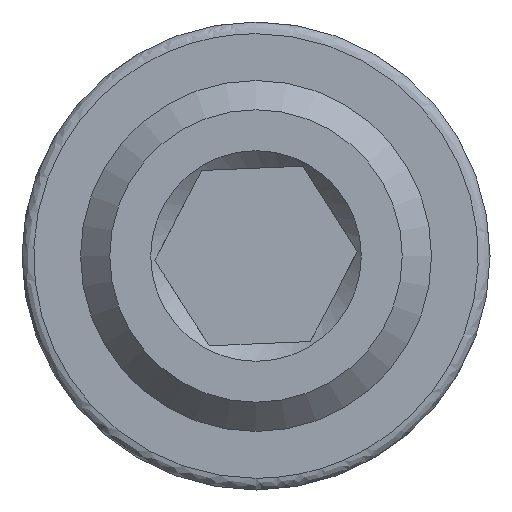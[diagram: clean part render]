
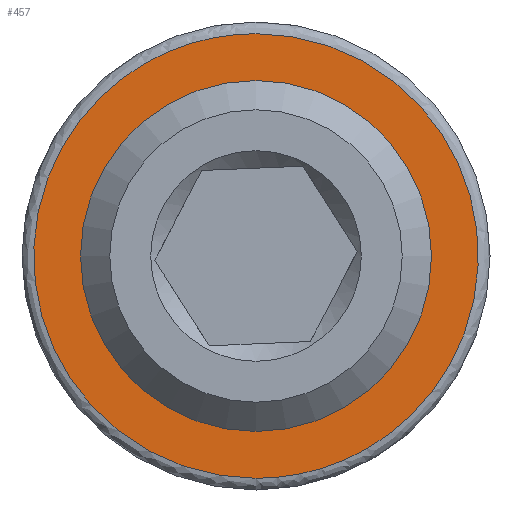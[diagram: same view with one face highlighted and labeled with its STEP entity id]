
A CAD part, front view. The second image highlights one B-rep face of the part: STEP entity #457.
In plain terms, the highlighted planar face has unit normal (0, -1, 0).
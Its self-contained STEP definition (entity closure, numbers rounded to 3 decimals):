
#9 = CIRCLE ( 'NONE', #337, 1.5 ) ;
#19 = CARTESIAN_POINT ( 'NONE',  ( -74.552, -52.998, 0. ) ) ;
#25 = ORIENTED_EDGE ( 'NONE', *, *, #814, .F. ) ;
#90 = FACE_BOUND ( 'NONE', #517, .T. ) ;
#94 = CARTESIAN_POINT ( 'NONE',  ( -74.552, -52.998, 1.9 ) ) ;
#131 = CARTESIAN_POINT ( 'NONE',  ( -74.552, -52.998, -1.9 ) ) ;
#136 =( BOUNDED_CURVE ( )  B_SPLINE_CURVE ( 3, ( #588, #189, #281, #602 ),
 .UNSPECIFIED., .F., .F. ) 
 B_SPLINE_CURVE_WITH_KNOTS ( ( 4, 4 ),
 ( 0., 1. ),
 .UNSPECIFIED. ) 
 CURVE ( )  GEOMETRIC_REPRESENTATION_ITEM ( )  RATIONAL_B_SPLINE_CURVE ( ( 1., 0.333, 0.333, 1. ) ) 
 REPRESENTATION_ITEM ( '' )  );
#189 = CARTESIAN_POINT ( 'NONE',  ( -78.352, -52.998, -1.9 ) ) ;
#281 = CARTESIAN_POINT ( 'NONE',  ( -78.352, -52.998, 1.9 ) ) ;
#323 = CARTESIAN_POINT ( 'NONE',  ( -74.552, -52.998, -1.9 ) ) ;
#337 = AXIS2_PLACEMENT_3D ( 'NONE', #801, #570, #645 ) ;
#365 = CARTESIAN_POINT ( 'NONE',  ( -74.552, -52.998, -1.5 ) ) ;
#419 = VERTEX_POINT ( 'NONE', #94 ) ;
#457 = ADVANCED_FACE ( 'NONE', ( #811, #90 ), #513, .F. ) ;
#462 = AXIS2_PLACEMENT_3D ( 'NONE', #19, #758, #831 ) ;
#466 = CARTESIAN_POINT ( 'NONE',  ( -70.752, -52.998, 1.9 ) ) ;
#467 =( BOUNDED_CURVE ( )  B_SPLINE_CURVE ( 3, ( #775, #466, #854, #131 ),
 .UNSPECIFIED., .F., .F. ) 
 B_SPLINE_CURVE_WITH_KNOTS ( ( 4, 4 ),
 ( 0., 1. ),
 .UNSPECIFIED. ) 
 CURVE ( )  GEOMETRIC_REPRESENTATION_ITEM ( )  RATIONAL_B_SPLINE_CURVE ( ( 1., 0.333, 0.333, 1. ) ) 
 REPRESENTATION_ITEM ( '' )  );
#513 = PLANE ( 'NONE',  #462 ) ;
#517 = EDGE_LOOP ( 'NONE', ( #25 ) ) ;
#570 = DIRECTION ( 'NONE',  ( 0., -1., 0. ) ) ;
#575 = EDGE_CURVE ( 'NONE', #847, #419, #136, .T. ) ;
#588 = CARTESIAN_POINT ( 'NONE',  ( -74.552, -52.998, -1.9 ) ) ;
#602 = CARTESIAN_POINT ( 'NONE',  ( -74.552, -52.998, 1.9 ) ) ;
#639 = EDGE_CURVE ( 'NONE', #419, #847, #467, .T. ) ;
#645 = DIRECTION ( 'NONE',  ( 0., 0., -1. ) ) ;
#694 = VERTEX_POINT ( 'NONE', #365 ) ;
#758 = DIRECTION ( 'NONE',  ( 0., 1., 0. ) ) ;
#772 = ORIENTED_EDGE ( 'NONE', *, *, #575, .F. ) ;
#775 = CARTESIAN_POINT ( 'NONE',  ( -74.552, -52.998, 1.9 ) ) ;
#801 = CARTESIAN_POINT ( 'NONE',  ( -74.552, -52.998, 0. ) ) ;
#811 = FACE_OUTER_BOUND ( 'NONE', #840, .T. ) ;
#814 = EDGE_CURVE ( 'NONE', #694, #694, #9, .T. ) ;
#831 = DIRECTION ( 'NONE',  ( 0., 0., 1. ) ) ;
#840 = EDGE_LOOP ( 'NONE', ( #956, #772 ) ) ;
#847 = VERTEX_POINT ( 'NONE', #323 ) ;
#854 = CARTESIAN_POINT ( 'NONE',  ( -70.752, -52.998, -1.9 ) ) ;
#956 = ORIENTED_EDGE ( 'NONE', *, *, #639, .F. ) ;
